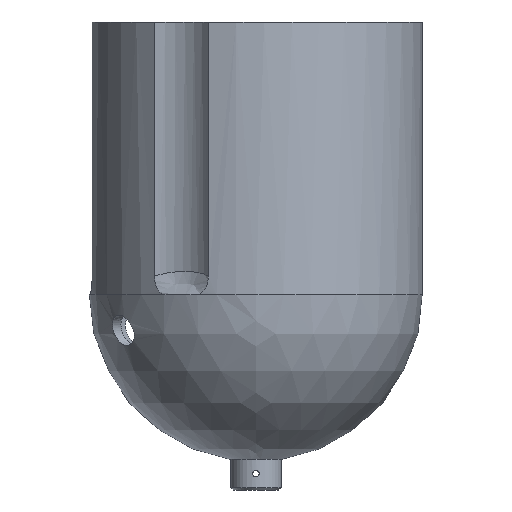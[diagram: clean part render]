
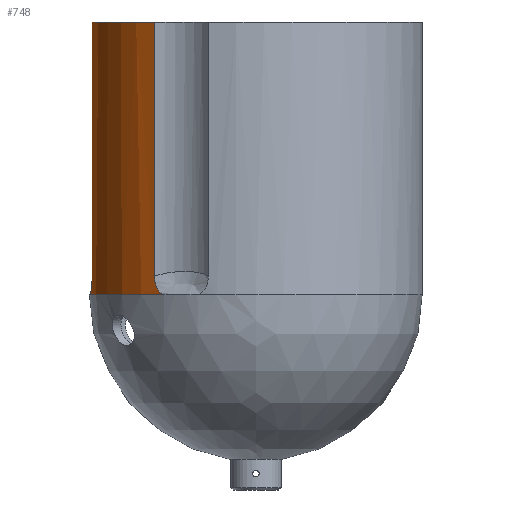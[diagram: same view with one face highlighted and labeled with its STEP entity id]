
A CAD part, left-side view. The second image highlights one B-rep face of the part: STEP entity #748.
In plain terms, the highlighted cylindrical face has radius 69.85 mm (diameter 139.7 mm), a partial arc.
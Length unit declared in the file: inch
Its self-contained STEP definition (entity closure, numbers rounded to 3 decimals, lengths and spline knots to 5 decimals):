
#49=LINE('',#2050,#76);
#52=LINE('',#2353,#79);
#76=VECTOR('',#983,0.3937);
#79=VECTOR('',#996,0.3937);
#102=CYLINDRICAL_SURFACE('',#844,2.75);
#146=B_SPLINE_CURVE_WITH_KNOTS('',3,(#1990,#1991,#1992,#1993,#1994,#1995,
#1996,#1997,#1998,#1999,#2000,#2001,#2002,#2003,#2004,#2005,#2006,#2007,
#2008,#2009),.UNSPECIFIED.,.F.,.F.,(4,2,2,2,2,2,2,2,2,4),(0.,0.40696,
0.77678,1.00724,1.13073,1.16253,1.19463,
1.20937,1.22245,1.22364),.UNSPECIFIED.);
#153=B_SPLINE_CURVE_WITH_KNOTS('',3,(#2319,#2320,#2321,#2322,#2323,#2324,
#2325,#2326,#2327,#2328,#2329,#2330,#2331,#2332,#2333,#2334,#2335,#2336,
#2337,#2338),.UNSPECIFIED.,.F.,.F.,(4,2,2,2,2,2,2,2,2,4),(-0.00014,
0.,0.00159,0.00426,0.01076,0.02359,
0.05653,0.11803,0.21672,0.32533),
 .UNSPECIFIED.);
#192=FACE_OUTER_BOUND('',#240,.T.);
#240=EDGE_LOOP('',(#673,#674,#675,#676,#677,#678));
#284=CIRCLE('',#834,2.75);
#291=CIRCLE('',#845,2.75);
#351=VERTEX_POINT('',#1988);
#352=VERTEX_POINT('',#1989);
#356=VERTEX_POINT('',#2048);
#365=VERTEX_POINT('',#2316);
#366=VERTEX_POINT('',#2318);
#367=VERTEX_POINT('',#2352);
#452=EDGE_CURVE('',#351,#352,#146,.F.);
#458=EDGE_CURVE('',#352,#356,#49,.T.);
#468=EDGE_CURVE('',#365,#366,#153,.T.);
#470=EDGE_CURVE('',#366,#367,#52,.T.);
#474=EDGE_CURVE('',#351,#365,#284,.T.);
#481=EDGE_CURVE('',#367,#356,#291,.T.);
#673=ORIENTED_EDGE('',*,*,#474,.F.);
#674=ORIENTED_EDGE('',*,*,#452,.T.);
#675=ORIENTED_EDGE('',*,*,#458,.T.);
#676=ORIENTED_EDGE('',*,*,#481,.F.);
#677=ORIENTED_EDGE('',*,*,#470,.F.);
#678=ORIENTED_EDGE('',*,*,#468,.F.);
#748=ADVANCED_FACE('',(#192),#102,.T.);
#834=AXIS2_PLACEMENT_3D('',#2360,#1004,#1005);
#844=AXIS2_PLACEMENT_3D('',#2370,#1024,#1025);
#845=AXIS2_PLACEMENT_3D('',#2371,#1026,#1027);
#983=DIRECTION('',(0.,0.,1.));
#996=DIRECTION('',(0.,0.,1.));
#1004=DIRECTION('center_axis',(0.,0.,-1.));
#1005=DIRECTION('ref_axis',(1.,0.,0.));
#1024=DIRECTION('center_axis',(0.,0.,1.));
#1025=DIRECTION('ref_axis',(-0.182,0.983,0.));
#1026=DIRECTION('center_axis',(0.,0.,1.));
#1027=DIRECTION('ref_axis',(-0.182,0.983,0.));
#1988=CARTESIAN_POINT('',(-2.29288,1.51829,0.));
#1989=CARTESIAN_POINT('',(-2.18101,1.67502,0.3038));
#1990=CARTESIAN_POINT('Ctrl Pts',(-2.18101,1.67502,0.3038));
#1991=CARTESIAN_POINT('Ctrl Pts',(-2.18101,1.67502,0.25039));
#1992=CARTESIAN_POINT('Ctrl Pts',(-2.18733,1.66686,0.19974));
#1993=CARTESIAN_POINT('Ctrl Pts',(-2.20882,1.63827,0.11426));
#1994=CARTESIAN_POINT('Ctrl Pts',(-2.22267,1.61955,0.08013));
#1995=CARTESIAN_POINT('Ctrl Pts',(-2.24756,1.58469,0.0377));
#1996=CARTESIAN_POINT('Ctrl Pts',(-2.25724,1.57086,0.02527));
#1997=CARTESIAN_POINT('Ctrl Pts',(-2.27129,1.55042,0.01155));
#1998=CARTESIAN_POINT('Ctrl Pts',(-2.27648,1.5428,0.00734));
#1999=CARTESIAN_POINT('Ctrl Pts',(-2.28301,1.53309,0.00351));
#2000=CARTESIAN_POINT('Ctrl Pts',(-2.28437,1.53107,0.00279));
#2001=CARTESIAN_POINT('Ctrl Pts',(-2.2871,1.52699,0.00154));
#2002=CARTESIAN_POINT('Ctrl Pts',(-2.28851,1.52487,0.00098));
#2003=CARTESIAN_POINT('Ctrl Pts',(-2.29052,1.52184,0.00039));
#2004=CARTESIAN_POINT('Ctrl Pts',(-2.29118,1.52086,0.00023));
#2005=CARTESIAN_POINT('Ctrl Pts',(-2.29237,1.51906,0.00003));
#2006=CARTESIAN_POINT('Ctrl Pts',(-2.29271,1.51854,0.));
#2007=CARTESIAN_POINT('Ctrl Pts',(-2.29286,1.51833,0.));
#2008=CARTESIAN_POINT('Ctrl Pts',(-2.29289,1.51827,0.));
#2009=CARTESIAN_POINT('Ctrl Pts',(-2.29288,1.51829,0.));
#2048=CARTESIAN_POINT('',(-2.18101,1.67502,4.5));
#2050=CARTESIAN_POINT('',(-2.18101,1.67502,0.));
#2316=CARTESIAN_POINT('',(-0.30954,2.73252,0.));
#2318=CARTESIAN_POINT('',(-0.5,2.70416,0.3038));
#2319=CARTESIAN_POINT('Ctrl Pts',(-0.30954,2.73252,0.));
#2320=CARTESIAN_POINT('Ctrl Pts',(-0.30956,2.73252,0.));
#2321=CARTESIAN_POINT('Ctrl Pts',(-0.30959,2.73252,0.));
#2322=CARTESIAN_POINT('Ctrl Pts',(-0.30981,2.73249,0.));
#2323=CARTESIAN_POINT('Ctrl Pts',(-0.31015,2.73245,0.00002));
#2324=CARTESIAN_POINT('Ctrl Pts',(-0.31136,2.73232,0.0001));
#2325=CARTESIAN_POINT('Ctrl Pts',(-0.31216,2.73223,0.00019));
#2326=CARTESIAN_POINT('Ctrl Pts',(-0.3148,2.73192,0.00053));
#2327=CARTESIAN_POINT('Ctrl Pts',(-0.31674,2.7317,0.00088));
#2328=CARTESIAN_POINT('Ctrl Pts',(-0.32228,2.73105,0.00206));
#2329=CARTESIAN_POINT('Ctrl Pts',(-0.32601,2.73061,0.00311));
#2330=CARTESIAN_POINT('Ctrl Pts',(-0.33884,2.72906,0.00735));
#2331=CARTESIAN_POINT('Ctrl Pts',(-0.34798,2.72791,0.01155));
#2332=CARTESIAN_POINT('Ctrl Pts',(-0.37257,2.72469,0.02526));
#2333=CARTESIAN_POINT('Ctrl Pts',(-0.38928,2.72236,0.03769));
#2334=CARTESIAN_POINT('Ctrl Pts',(-0.43165,2.71604,0.08013));
#2335=CARTESIAN_POINT('Ctrl Pts',(-0.45462,2.71222,0.11426));
#2336=CARTESIAN_POINT('Ctrl Pts',(-0.48986,2.70608,0.19974));
#2337=CARTESIAN_POINT('Ctrl Pts',(-0.5,2.70416,0.25039));
#2338=CARTESIAN_POINT('Ctrl Pts',(-0.5,2.70416,0.3038));
#2352=CARTESIAN_POINT('',(-0.5,2.70416,4.5));
#2353=CARTESIAN_POINT('',(-0.5,2.70416,0.));
#2360=CARTESIAN_POINT('Origin',(0.,0.,0.));
#2370=CARTESIAN_POINT('Origin',(0.,0.,0.));
#2371=CARTESIAN_POINT('Origin',(0.,0.,4.5));
